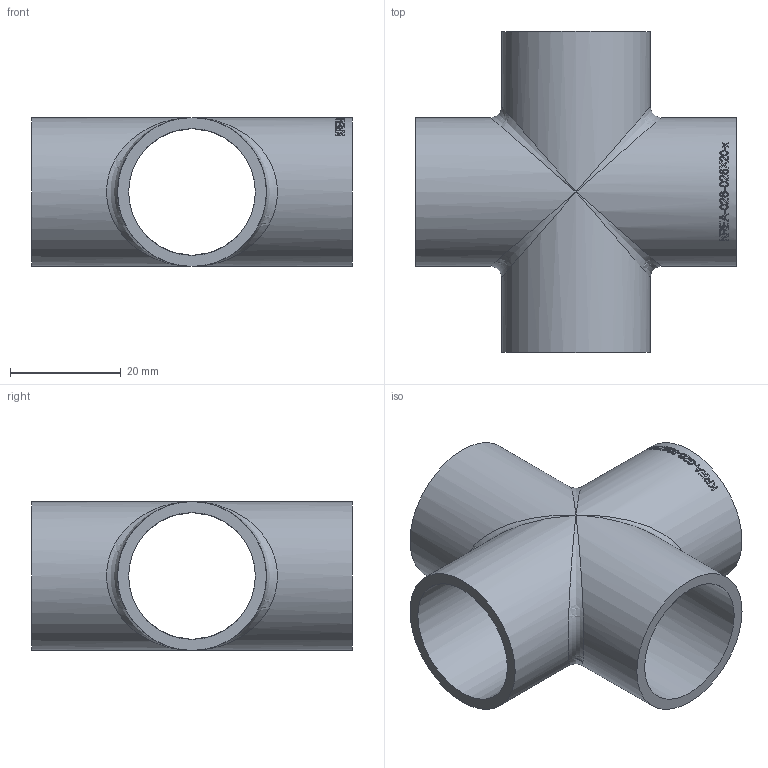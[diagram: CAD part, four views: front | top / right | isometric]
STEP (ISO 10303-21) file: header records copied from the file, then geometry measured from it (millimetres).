
FILE_DESCRIPTION (( 'STEP AP214' ), '1' );
FILE_NAME ('KREA-026-026X20-x Kreuz-Stück 2005.STEP', '2020-05-11T14:21:34', ( '' ), ( '' ), 'SwSTEP 2.0', 'SolidWorks 2019', '' );
FILE_SCHEMA (( 'AUTOMOTIVE_DESIGN' ));
Length unit declared in the file: millimetre
Products named in the file (1): KREA-026-026X20-x Kreuz-Stück 2005
Bounding box: 58 x 58 x 26.9 mm (x, y, z)
Volume: 13038.7 mm3; surface area: 13653.8 mm2
Topology: 1 solids, 1 shells, 245 faces, 654 edges, 416 vertices
Faces by surface type: bspline 146, plane 66, cylinder 33
Full cylindrical faces by diameter (mm): 22.9 x4, 26.9 x4
Entity records: 20512 total; most frequent: CARTESIAN_POINT 13424, ORIENTED_EDGE 1248, EDGE_CURVE 624, DIRECTION 460, B_SPLINE_CURVE_WITH_KNOTS 436, VERTEX_POINT 412, EDGE_LOOP 280, FACE_OUTER_BOUND 252
